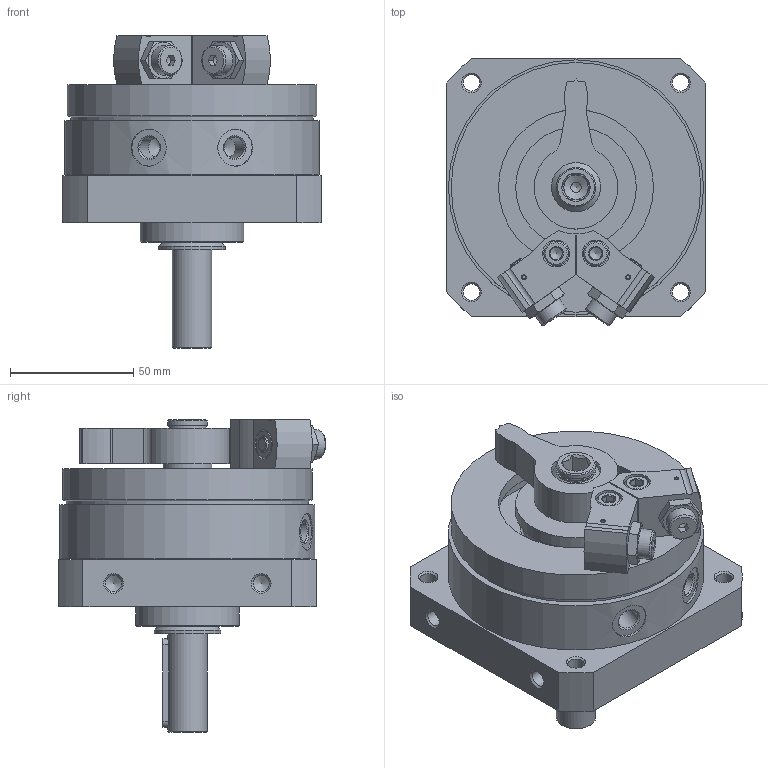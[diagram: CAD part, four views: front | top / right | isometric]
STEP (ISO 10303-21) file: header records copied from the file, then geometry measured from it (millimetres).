
FILE_DESCRIPTION(/* description */ ('STEP AP214'),/* implementation_level */ '2;1');
FILE_NAME(/* name */ '547582_DSM-32-270-P-A-B',/* time_stamp */ '2024-08-21T18:25:49+02:00',/* author */ ('License CC BY-ND 4.0'),/* organization */ ('CADENAS'),/* preprocessor_version */ 'ST-DEVELOPER v19.3',/* originating_system */ 'PARTsolutions',/* authorisation */ ' ');
FILE_SCHEMA (('AUTOMOTIVE_DESIGN {1 0 10303 214 3 1 1}'));
Length unit declared in the file: millimetre
Products named in the file (10): 547582 DSM-32-270-P-A-B--(0); 547582 DSM-32-270-P-A-B_G---(B); 704065 DSM-32-BR---(HZ); 710517 DSM-32-P-B; 371075 SLT-16; 342622 DSM-32_NS; DIN-912 - M6x25(F); 348987 SPZ-20 M12X1-4-15; 704064 DSM-32-BL---(HZ); 547582 DSM-32-270-P-A-B_K---(B)
Assembly tree (14 placements, depth 2):
  547582 DSM-32-270-P-A-B--(0)
    547582 DSM-32-270-P-A-B_G---(B)
    704065 DSM-32-BR---(HZ)
    710517 DSM-32-P-B  x2
    371075 SLT-16  x2
    342622 DSM-32_NS  x2
    DIN-912 - M6x25(F)  x2
    348987 SPZ-20 M12X1-4-15  x2
    704064 DSM-32-BL---(HZ)
    547582 DSM-32-270-P-A-B_K---(B)
Bounding box: 105 x 108.76 x 127 mm (x, y, z)
Volume: 520232.7 mm3; surface area: 98884.6 mm2
Topology: 14 solids, 14 shells, 366 faces, 844 edges, 531 vertices
Faces by surface type: plane 156, cylinder 119, cone 86, torus 5
Full cylindrical faces by diameter (mm): 1.567 x2, 3.242 x1, 4.134 x1, 4.917 x2, 5.3 x1, 6 x2, 6.6 x2, 6.647 x10, 7 x2, 8.566 x2, 10 x2, 10.917 x4, 11 x2, 12 x2, 15 x2, 15.2 x1, 16 x3, 20 x3, 27 x1, 42 x1, 43 x1, 49 x1, 63 x1, 72 x1, 82 x1, 98.5 x1, 101.5 x1, 103.65 x1
Entity records: 8018 total; most frequent: CARTESIAN_POINT 1465, DIRECTION 1391, ORIENTED_EDGE 1080, AXIS2_PLACEMENT_3D 579, EDGE_CURVE 540, FACE_BOUND 459, EDGE_LOOP 447, VERTEX_POINT 413
